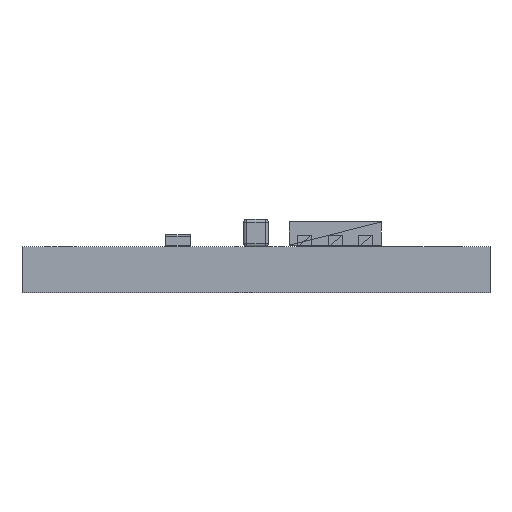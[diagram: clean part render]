
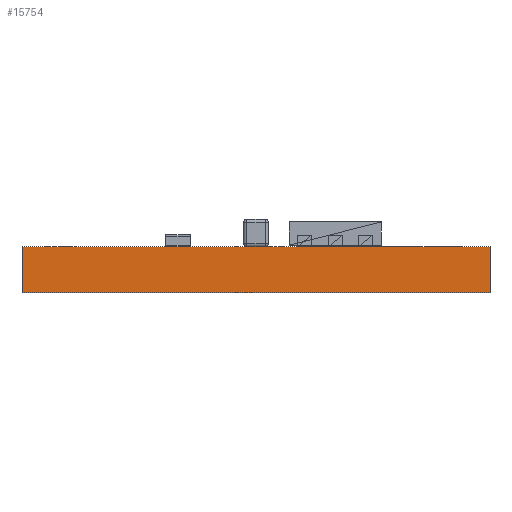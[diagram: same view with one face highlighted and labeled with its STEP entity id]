
A CAD part, front view. The second image highlights one B-rep face of the part: STEP entity #15754.
In plain terms, the highlighted planar face has unit normal (0, -1, 0).
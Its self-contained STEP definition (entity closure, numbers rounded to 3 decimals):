
#15638 = EDGE_CURVE('',#15639,#15641,#15643,.T.);
#15639 = VERTEX_POINT('',#15640);
#15640 = CARTESIAN_POINT('',(15.24,0.,0.));
#15641 = VERTEX_POINT('',#15642);
#15642 = CARTESIAN_POINT('',(15.24,0.,1.5));
#15643 = SURFACE_CURVE('',#15644,(#15648,#15660),.PCURVE_S1.);
#15644 = LINE('',#15645,#15646);
#15645 = CARTESIAN_POINT('',(15.24,0.,0.));
#15646 = VECTOR('',#15647,1.);
#15647 = DIRECTION('',(0.,0.,1.));
#15648 = PCURVE('',#15649,#15654);
#15649 = PLANE('',#15650);
#15650 = AXIS2_PLACEMENT_3D('',#15651,#15652,#15653);
#15651 = CARTESIAN_POINT('',(15.24,0.,0.));
#15652 = DIRECTION('',(-1.,0.,0.));
#15653 = DIRECTION('',(0.,1.,0.));
#15654 = DEFINITIONAL_REPRESENTATION('',(#15655),#15659);
#15655 = LINE('',#15656,#15657);
#15656 = CARTESIAN_POINT('',(0.,0.));
#15657 = VECTOR('',#15658,1.);
#15658 = DIRECTION('',(0.,-1.));
#15659 = ( GEOMETRIC_REPRESENTATION_CONTEXT(2) 
PARAMETRIC_REPRESENTATION_CONTEXT() REPRESENTATION_CONTEXT('2D SPACE',''
  ) );
#15660 = PCURVE('',#15661,#15666);
#15661 = PLANE('',#15662);
#15662 = AXIS2_PLACEMENT_3D('',#15663,#15664,#15665);
#15663 = CARTESIAN_POINT('',(0.,0.,0.));
#15664 = DIRECTION('',(0.,1.,0.));
#15665 = DIRECTION('',(1.,0.,0.));
#15666 = DEFINITIONAL_REPRESENTATION('',(#15667),#15671);
#15667 = LINE('',#15668,#15669);
#15668 = CARTESIAN_POINT('',(15.24,0.));
#15669 = VECTOR('',#15670,1.);
#15670 = DIRECTION('',(0.,-1.));
#15671 = ( GEOMETRIC_REPRESENTATION_CONTEXT(2) 
PARAMETRIC_REPRESENTATION_CONTEXT() REPRESENTATION_CONTEXT('2D SPACE',''
  ) );
#15689 = PLANE('',#15690);
#15690 = AXIS2_PLACEMENT_3D('',#15691,#15692,#15693);
#15691 = CARTESIAN_POINT('',(15.24,0.,1.5));
#15692 = DIRECTION('',(0.,0.,-1.));
#15693 = DIRECTION('',(-1.,0.,0.));
#15743 = PLANE('',#15744);
#15744 = AXIS2_PLACEMENT_3D('',#15745,#15746,#15747);
#15745 = CARTESIAN_POINT('',(15.24,0.,0.));
#15746 = DIRECTION('',(0.,0.,-1.));
#15747 = DIRECTION('',(-1.,0.,0.));
#15754 = ADVANCED_FACE('',(#15755),#15661,.F.);
#15755 = FACE_BOUND('',#15756,.F.);
#15756 = EDGE_LOOP('',(#15757,#15787,#15808,#15809));
#15757 = ORIENTED_EDGE('',*,*,#15758,.T.);
#15758 = EDGE_CURVE('',#15759,#15761,#15763,.T.);
#15759 = VERTEX_POINT('',#15760);
#15760 = CARTESIAN_POINT('',(0.,0.,0.));
#15761 = VERTEX_POINT('',#15762);
#15762 = CARTESIAN_POINT('',(0.,0.,1.5));
#15763 = SURFACE_CURVE('',#15764,(#15768,#15775),.PCURVE_S1.);
#15764 = LINE('',#15765,#15766);
#15765 = CARTESIAN_POINT('',(0.,0.,0.));
#15766 = VECTOR('',#15767,1.);
#15767 = DIRECTION('',(0.,0.,1.));
#15768 = PCURVE('',#15661,#15769);
#15769 = DEFINITIONAL_REPRESENTATION('',(#15770),#15774);
#15770 = LINE('',#15771,#15772);
#15771 = CARTESIAN_POINT('',(0.,0.));
#15772 = VECTOR('',#15773,1.);
#15773 = DIRECTION('',(0.,-1.));
#15774 = ( GEOMETRIC_REPRESENTATION_CONTEXT(2) 
PARAMETRIC_REPRESENTATION_CONTEXT() REPRESENTATION_CONTEXT('2D SPACE',''
  ) );
#15775 = PCURVE('',#15776,#15781);
#15776 = PLANE('',#15777);
#15777 = AXIS2_PLACEMENT_3D('',#15778,#15779,#15780);
#15778 = CARTESIAN_POINT('',(0.,15.24,0.));
#15779 = DIRECTION('',(1.,0.,0.));
#15780 = DIRECTION('',(0.,-1.,0.));
#15781 = DEFINITIONAL_REPRESENTATION('',(#15782),#15786);
#15782 = LINE('',#15783,#15784);
#15783 = CARTESIAN_POINT('',(15.24,0.));
#15784 = VECTOR('',#15785,1.);
#15785 = DIRECTION('',(0.,-1.));
#15786 = ( GEOMETRIC_REPRESENTATION_CONTEXT(2) 
PARAMETRIC_REPRESENTATION_CONTEXT() REPRESENTATION_CONTEXT('2D SPACE',''
  ) );
#15787 = ORIENTED_EDGE('',*,*,#15788,.T.);
#15788 = EDGE_CURVE('',#15761,#15641,#15789,.T.);
#15789 = SURFACE_CURVE('',#15790,(#15794,#15801),.PCURVE_S1.);
#15790 = LINE('',#15791,#15792);
#15791 = CARTESIAN_POINT('',(0.,0.,1.5));
#15792 = VECTOR('',#15793,1.);
#15793 = DIRECTION('',(1.,0.,0.));
#15794 = PCURVE('',#15661,#15795);
#15795 = DEFINITIONAL_REPRESENTATION('',(#15796),#15800);
#15796 = LINE('',#15797,#15798);
#15797 = CARTESIAN_POINT('',(0.,-1.5));
#15798 = VECTOR('',#15799,1.);
#15799 = DIRECTION('',(1.,0.));
#15800 = ( GEOMETRIC_REPRESENTATION_CONTEXT(2) 
PARAMETRIC_REPRESENTATION_CONTEXT() REPRESENTATION_CONTEXT('2D SPACE',''
  ) );
#15801 = PCURVE('',#15689,#15802);
#15802 = DEFINITIONAL_REPRESENTATION('',(#15803),#15807);
#15803 = LINE('',#15804,#15805);
#15804 = CARTESIAN_POINT('',(15.24,0.));
#15805 = VECTOR('',#15806,1.);
#15806 = DIRECTION('',(-1.,0.));
#15807 = ( GEOMETRIC_REPRESENTATION_CONTEXT(2) 
PARAMETRIC_REPRESENTATION_CONTEXT() REPRESENTATION_CONTEXT('2D SPACE',''
  ) );
#15808 = ORIENTED_EDGE('',*,*,#15638,.F.);
#15809 = ORIENTED_EDGE('',*,*,#15810,.F.);
#15810 = EDGE_CURVE('',#15759,#15639,#15811,.T.);
#15811 = SURFACE_CURVE('',#15812,(#15816,#15823),.PCURVE_S1.);
#15812 = LINE('',#15813,#15814);
#15813 = CARTESIAN_POINT('',(0.,0.,0.));
#15814 = VECTOR('',#15815,1.);
#15815 = DIRECTION('',(1.,0.,0.));
#15816 = PCURVE('',#15661,#15817);
#15817 = DEFINITIONAL_REPRESENTATION('',(#15818),#15822);
#15818 = LINE('',#15819,#15820);
#15819 = CARTESIAN_POINT('',(0.,0.));
#15820 = VECTOR('',#15821,1.);
#15821 = DIRECTION('',(1.,0.));
#15822 = ( GEOMETRIC_REPRESENTATION_CONTEXT(2) 
PARAMETRIC_REPRESENTATION_CONTEXT() REPRESENTATION_CONTEXT('2D SPACE',''
  ) );
#15823 = PCURVE('',#15743,#15824);
#15824 = DEFINITIONAL_REPRESENTATION('',(#15825),#15829);
#15825 = LINE('',#15826,#15827);
#15826 = CARTESIAN_POINT('',(15.24,0.));
#15827 = VECTOR('',#15828,1.);
#15828 = DIRECTION('',(-1.,0.));
#15829 = ( GEOMETRIC_REPRESENTATION_CONTEXT(2) 
PARAMETRIC_REPRESENTATION_CONTEXT() REPRESENTATION_CONTEXT('2D SPACE',''
  ) );
